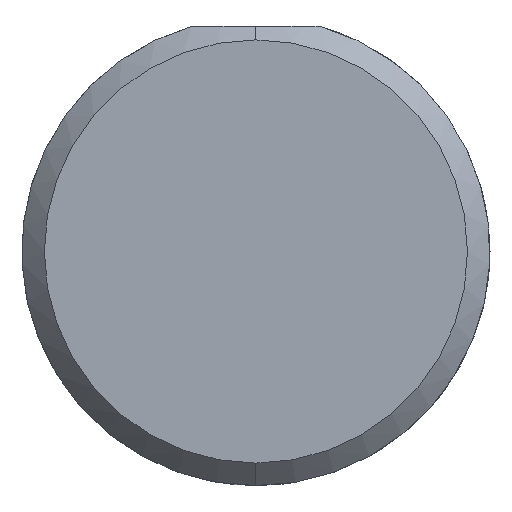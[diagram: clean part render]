
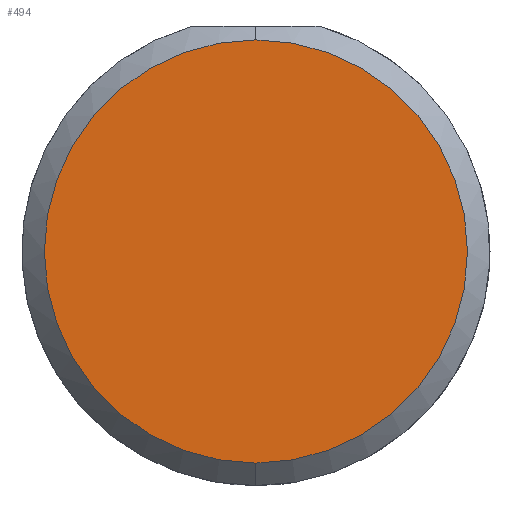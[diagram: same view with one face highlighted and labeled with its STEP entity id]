
A CAD part, left-side view. The second image highlights one B-rep face of the part: STEP entity #494.
In plain terms, the highlighted planar face has unit normal (-1, 0, 0).
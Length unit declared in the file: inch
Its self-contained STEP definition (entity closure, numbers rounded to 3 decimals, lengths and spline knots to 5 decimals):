
#13 = DIRECTION ( 'NONE',  ( 0., 0., -1. ) ) ;
#49 = CARTESIAN_POINT ( 'NONE',  ( 0., 0., 0. ) ) ;
#52 = FACE_OUTER_BOUND ( 'NONE', #707, .T. ) ;
#55 = CARTESIAN_POINT ( 'NONE',  ( 0., 0., 0.1411 ) ) ;
#139 = EDGE_CURVE ( 'NONE', #190, #488, #258, .T. ) ;
#142 = AXIS2_PLACEMENT_3D ( 'NONE', #49, #820, #253 ) ;
#190 = VERTEX_POINT ( 'NONE', #657 ) ;
#230 = DIRECTION ( 'NONE',  ( 0., 0., -1. ) ) ;
#253 = DIRECTION ( 'NONE',  ( 0., 0., -1. ) ) ;
#258 = CIRCLE ( 'NONE', #328, 0.1411 ) ;
#296 = ORIENTED_EDGE ( 'NONE', *, *, #677, .T. ) ;
#328 = AXIS2_PLACEMENT_3D ( 'NONE', #536, #666, #13 ) ;
#330 = AXIS2_PLACEMENT_3D ( 'NONE', #361, #624, #230 ) ;
#361 = CARTESIAN_POINT ( 'NONE',  ( 0., 0., 0. ) ) ;
#488 = VERTEX_POINT ( 'NONE', #55 ) ;
#494 = ADVANCED_FACE ( 'NONE', ( #52 ), #580, .F. ) ;
#504 = CIRCLE ( 'NONE', #330, 0.1411 ) ;
#536 = CARTESIAN_POINT ( 'NONE',  ( 0., 0., 0. ) ) ;
#538 = ORIENTED_EDGE ( 'NONE', *, *, #139, .T. ) ;
#580 = PLANE ( 'NONE',  #142 ) ;
#624 = DIRECTION ( 'NONE',  ( -1., 0., 0. ) ) ;
#657 = CARTESIAN_POINT ( 'NONE',  ( 0., 0., -0.1411 ) ) ;
#666 = DIRECTION ( 'NONE',  ( -1., 0., 0. ) ) ;
#677 = EDGE_CURVE ( 'NONE', #488, #190, #504, .T. ) ;
#707 = EDGE_LOOP ( 'NONE', ( #538, #296 ) ) ;
#820 = DIRECTION ( 'NONE',  ( 1., 0., 0. ) ) ;
